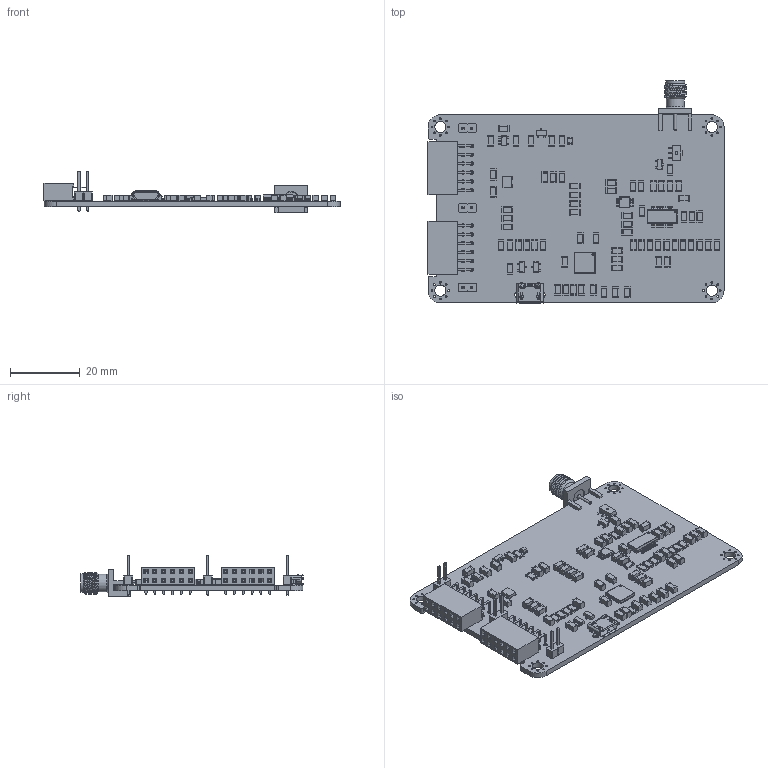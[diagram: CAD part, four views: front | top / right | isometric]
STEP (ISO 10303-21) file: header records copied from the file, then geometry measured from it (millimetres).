
FILE_DESCRIPTION(('KiCad electronic assembly'),'2;1');
FILE_NAME('msi_SDR_ADC.step','2024-07-17T08:19:02',('Pcbnew'),('Kicad'), 'Open CASCADE STEP processor 7.8','KiCad to STEP converter','Unknown' );
FILE_SCHEMA(('AUTOMOTIVE_DESIGN { 1 0 10303 214 1 1 1 1 }'));
Length unit declared in the file: millimetre
Products named in the file (32): msi_SDR_ADC 1; C_1206_3216Metric; PinSocket_2x06_P2.54mm_Horizontal; PinSocket_2x06_P254mm_Horizontal; AD8331ARQZ; ASSEMBLY; R_1206_3216Metric; PinHeader_1x02_P2.54mm_Vertical; PinHeader_1x02_P254mm_Vertical; SOT-23; SOT_23; QFN-40-1EP_6x6mm_P0.5mm_EP4.6x4.6mm; QFN-40-1EP_6x6mm_Pitch0.5mm; L_1206_3216Metric; ZX62D-B-5PA8_30_; ZX62D-B-5PA8; LED_0805_2012Metric; MCP4812-E_MS; RT9193-18GB; ECS-240-18-33B-CHN-TR3; 142-0701-801; 1; SOT-89-3; CQ assembly; msi_SDR_ADC_PCB
Assembly tree (103 placements, depth 3):
  msi_SDR_ADC 1
    C_1206_3216Metric  x49
      C_1206_3216Metric
    PinSocket_2x06_P2.54mm_Horizontal  x2
      PinSocket_2x06_P254mm_Horizontal
    AD8331ARQZ
      ASSEMBLY
    R_1206_3216Metric  x15
      R_1206_3216Metric
    PinHeader_1x02_P2.54mm_Vertical  x3
      PinHeader_1x02_P254mm_Vertical
    SOT-23  x4
      SOT_23
    QFN-40-1EP_6x6mm_P0.5mm_EP4.6x4.6mm
      QFN-40-1EP_6x6mm_Pitch0.5mm
    L_1206_3216Metric  x5
      L_1206_3216Metric
    ZX62D-B-5PA8_30_
      ZX62D-B-5PA8
    LED_0805_2012Metric
      LED_0805_2012Metric
    MCP4812-E_MS
      ASSEMBLY
    RT9193-18GB
      ASSEMBLY
    ECS-240-18-33B-CHN-TR3
      ASSEMBLY
    142-0701-801
      1
    SOT-89-3
      CQ assembly
    msi_SDR_ADC_PCB
Bounding box: 85.03 x 63.94 x 12 mm (x, y, z)
Volume: 9382.2 mm3; surface area: 14544.8 mm2
Topology: 129 solids, 129 shells, 4716 faces, 12300 edges, 8028 vertices
Faces by surface type: plane 3289, cylinder 1301, bspline 110, sphere 8, cone 8
Full cylindrical faces by diameter (mm): 0.2 x1, 0.375 x1, 0.489 x1, 0.5 x33, 0.7 x1, 0.762 x1, 0.914 x1, 1 x30, 1.07 x2, 1.27 x2, 1.71 x2, 3.2 x4, 4.089 x1, 4.674 x1, 5.08 x1, 5.385 x1
Entity records: 75732 total; most frequent: CARTESIAN_POINT 13333, ORIENTED_EDGE 11366, DIRECTION 10947, EDGE_CURVE 5683, LINE 4597, VECTOR 4597, VERTEX_POINT 3710, AXIS2_PLACEMENT_3D 3175
